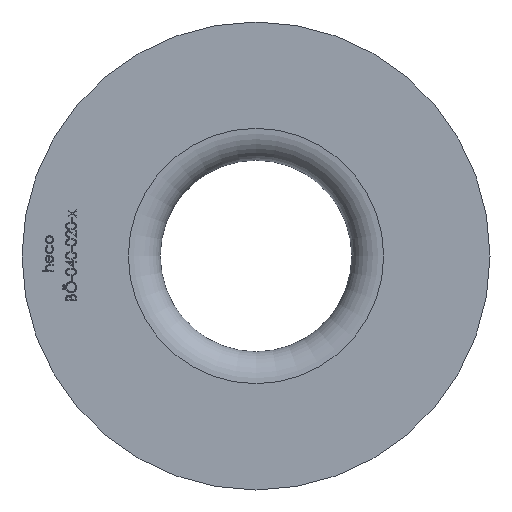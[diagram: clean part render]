
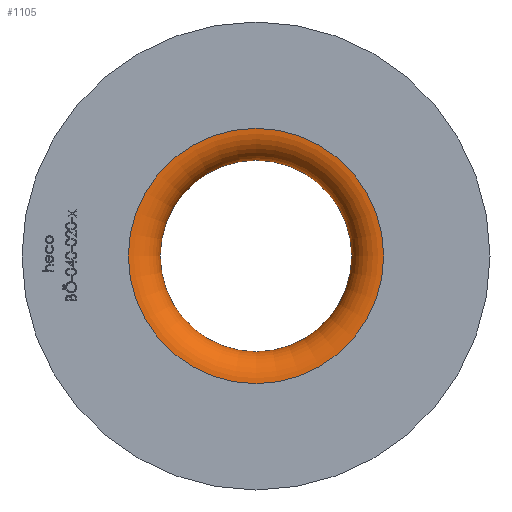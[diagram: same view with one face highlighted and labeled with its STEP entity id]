
A CAD part, left-side view. The second image highlights one B-rep face of the part: STEP entity #1105.
In plain terms, the highlighted toroidal (fillet/blend) face has major radius 24 mm and minor radius 6 mm.
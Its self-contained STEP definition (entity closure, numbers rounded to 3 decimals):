
#460 = ORIENTED_EDGE ( 'NONE', *, *, #3095, .F. ) ;
#470 = AXIS2_PLACEMENT_3D ( 'NONE', #1033, #3406, #8161 ) ;
#671 = EDGE_LOOP ( 'NONE', ( #460 ) ) ;
#1033 = CARTESIAN_POINT ( 'NONE',  ( 6., 0., 0. ) ) ;
#1105 = ADVANCED_FACE ( 'NONE', ( #14033, #2249 ), #14674, .T. ) ;
#2249 = FACE_OUTER_BOUND ( 'NONE', #3281, .T. ) ;
#2251 = AXIS2_PLACEMENT_3D ( 'NONE', #11406, #7695, #6570 ) ;
#2705 = CARTESIAN_POINT ( 'NONE',  ( 0., 0., 24. ) ) ;
#3095 = EDGE_CURVE ( 'NONE', #8673, #8673, #7655, .T. ) ;
#3281 = EDGE_LOOP ( 'NONE', ( #9708 ) ) ;
#3406 = DIRECTION ( 'NONE',  ( -1., 0., 0. ) ) ;
#4181 = VERTEX_POINT ( 'NONE', #2705 ) ;
#5625 = EDGE_CURVE ( 'NONE', #4181, #4181, #10809, .T. ) ;
#6570 = DIRECTION ( 'NONE',  ( 0., 0., 1. ) ) ;
#7021 = DIRECTION ( 'NONE',  ( -1., 0., 0. ) ) ;
#7655 = CIRCLE ( 'NONE', #2251, 18. ) ;
#7695 = DIRECTION ( 'NONE',  ( -1., 0., 0. ) ) ;
#8142 = DIRECTION ( 'NONE',  ( 0., 0., 1. ) ) ;
#8161 = DIRECTION ( 'NONE',  ( 0., 0., 1. ) ) ;
#8673 = VERTEX_POINT ( 'NONE', #11097 ) ;
#9708 = ORIENTED_EDGE ( 'NONE', *, *, #5625, .T. ) ;
#10809 = CIRCLE ( 'NONE', #14506, 24. ) ;
#11097 = CARTESIAN_POINT ( 'NONE',  ( 6., 0., 18. ) ) ;
#11406 = CARTESIAN_POINT ( 'NONE',  ( 6., 0., 0. ) ) ;
#11627 = CARTESIAN_POINT ( 'NONE',  ( 0., 0., 0. ) ) ;
#14033 = FACE_OUTER_BOUND ( 'NONE', #671, .T. ) ;
#14506 = AXIS2_PLACEMENT_3D ( 'NONE', #11627, #7021, #8142 ) ;
#14674 = TOROIDAL_SURFACE ( 'NONE', #470, 24., 6. ) ;
